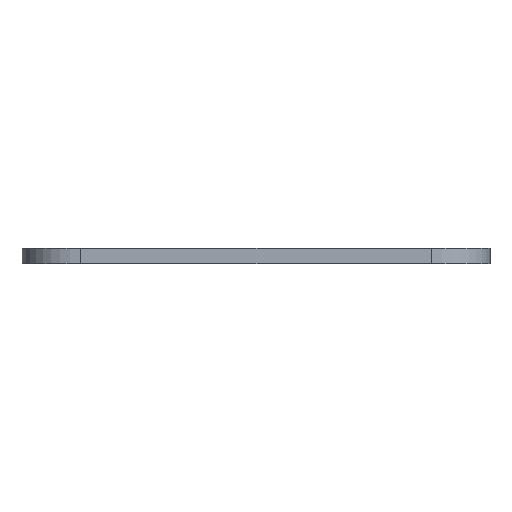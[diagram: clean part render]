
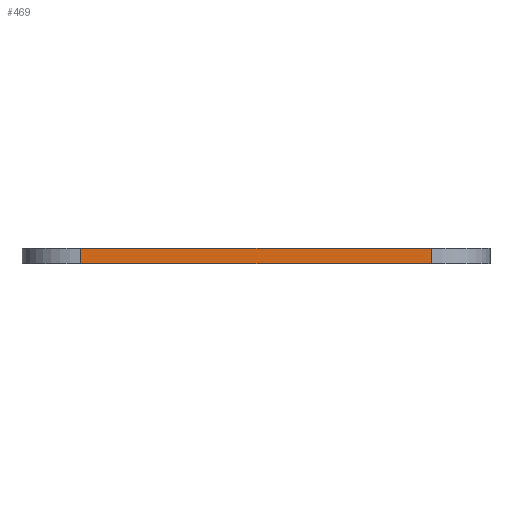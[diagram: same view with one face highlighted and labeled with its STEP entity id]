
A CAD part, front view. The second image highlights one B-rep face of the part: STEP entity #469.
In plain terms, the highlighted planar face has unit normal (0, -1, 0).
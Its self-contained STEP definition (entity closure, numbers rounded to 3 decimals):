
#14 = LINE ( 'NONE', #659, #633 ) ;
#26 = CARTESIAN_POINT ( 'NONE',  ( 33., -37., 1.5 ) ) ;
#112 = ORIENTED_EDGE ( 'NONE', *, *, #522, .F. ) ;
#123 = DIRECTION ( 'NONE',  ( 0., 1., 0. ) ) ;
#133 = VECTOR ( 'NONE', #667, 1000. ) ;
#141 = VERTEX_POINT ( 'NONE', #328 ) ;
#152 = LINE ( 'NONE', #800, #133 ) ;
#242 = CARTESIAN_POINT ( 'NONE',  ( 27.5, -37., 1.5 ) ) ;
#246 = VERTEX_POINT ( 'NONE', #712 ) ;
#247 = EDGE_CURVE ( 'NONE', #246, #141, #638, .T. ) ;
#254 = EDGE_LOOP ( 'NONE', ( #112, #526, #753, #665 ) ) ;
#260 = VERTEX_POINT ( 'NONE', #709 ) ;
#281 = EDGE_CURVE ( 'NONE', #260, #716, #622, .T. ) ;
#328 = CARTESIAN_POINT ( 'NONE',  ( 66., -37., 1.5 ) ) ;
#352 = DIRECTION ( 'NONE',  ( 1., 0., 0. ) ) ;
#358 = AXIS2_PLACEMENT_3D ( 'NONE', #242, #123, #795 ) ;
#450 = EDGE_CURVE ( 'NONE', #716, #246, #14, .T. ) ;
#469 = ADVANCED_FACE ( 'NONE', ( #775 ), #733, .F. ) ;
#522 = EDGE_CURVE ( 'NONE', #260, #141, #152, .T. ) ;
#526 = ORIENTED_EDGE ( 'NONE', *, *, #281, .T. ) ;
#537 = VECTOR ( 'NONE', #765, 1000. ) ;
#622 = LINE ( 'NONE', #26, #711 ) ;
#633 = VECTOR ( 'NONE', #352, 1000. ) ;
#638 = LINE ( 'NONE', #693, #537 ) ;
#644 = DIRECTION ( 'NONE',  ( 0., 0., -1. ) ) ;
#659 = CARTESIAN_POINT ( 'NONE',  ( 27.5, -37., 0. ) ) ;
#665 = ORIENTED_EDGE ( 'NONE', *, *, #247, .T. ) ;
#667 = DIRECTION ( 'NONE',  ( 1., 0., 0. ) ) ;
#693 = CARTESIAN_POINT ( 'NONE',  ( 66., -37., 1.5 ) ) ;
#709 = CARTESIAN_POINT ( 'NONE',  ( 33., -37., 1.5 ) ) ;
#711 = VECTOR ( 'NONE', #644, 1000. ) ;
#712 = CARTESIAN_POINT ( 'NONE',  ( 66., -37., 0. ) ) ;
#716 = VERTEX_POINT ( 'NONE', #751 ) ;
#733 = PLANE ( 'NONE',  #358 ) ;
#751 = CARTESIAN_POINT ( 'NONE',  ( 33., -37., 0. ) ) ;
#753 = ORIENTED_EDGE ( 'NONE', *, *, #450, .T. ) ;
#765 = DIRECTION ( 'NONE',  ( 0., 0., 1. ) ) ;
#775 = FACE_OUTER_BOUND ( 'NONE', #254, .T. ) ;
#795 = DIRECTION ( 'NONE',  ( 0., 0., 1. ) ) ;
#800 = CARTESIAN_POINT ( 'NONE',  ( 27.5, -37., 1.5 ) ) ;
